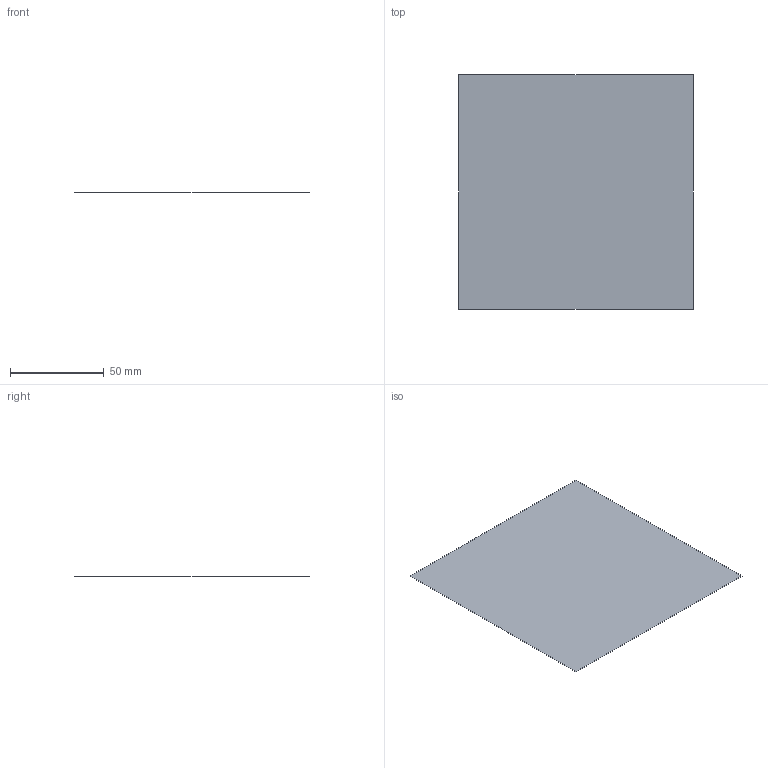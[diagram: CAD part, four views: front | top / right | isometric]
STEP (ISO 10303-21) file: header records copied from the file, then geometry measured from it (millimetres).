
FILE_DESCRIPTION (( 'STEP AP214' ), '1' );
FILE_NAME ('mesh_square.STEP', '2023-09-11T20:21:12', ( '' ), ( '' ), 'SwSTEP 2.0', 'SolidWorks 2022', '' );
FILE_SCHEMA (( 'AUTOMOTIVE_DESIGN' ));
Length unit declared in the file: inch
Products named in the file (1): mesh_square
Bounding box: 125 x 125 x 0 mm (x, y, z)
Surface area: 15625 mm2 (no closed solid volume)
Topology: 0 solids, 1 shells, 1 faces, 4 edges, 4 vertices
Faces by surface type: bspline 1
Entity records: 91 total; most frequent: CARTESIAN_POINT 37, EDGE_CURVE 4, B_SPLINE_CURVE_WITH_KNOTS 4, VERTEX_POINT 4, ORIENTED_EDGE 4, UNCERTAINTY_MEASURE_WITH_UNIT 2, APPLICATION_PROTOCOL_DEFINITION 2, APPLICATION_CONTEXT 2
